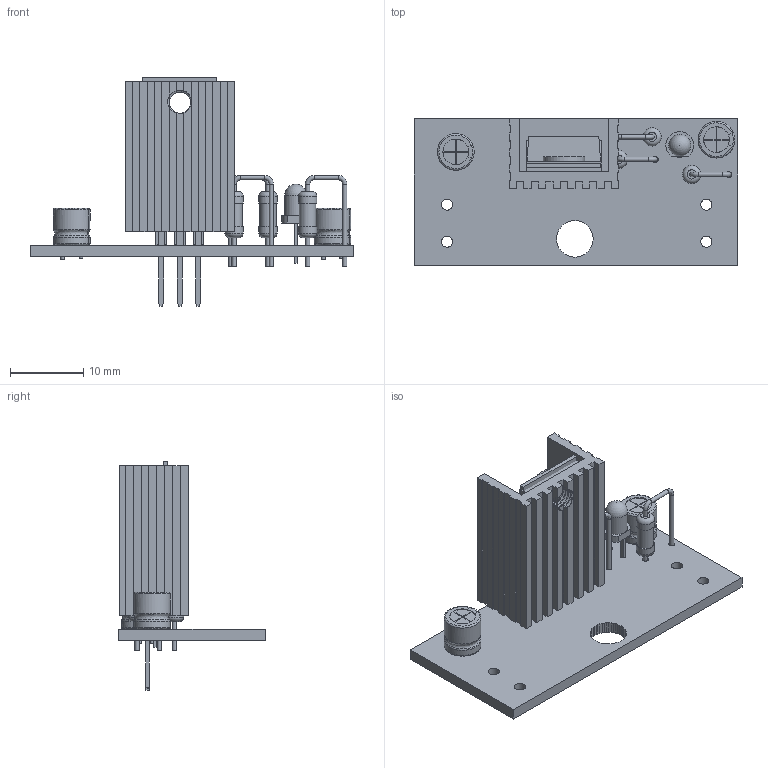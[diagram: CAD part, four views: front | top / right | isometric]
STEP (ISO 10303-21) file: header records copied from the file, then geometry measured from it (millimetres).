
FILE_DESCRIPTION(('KiCad electronic assembly'),'2;1');
FILE_NAME('BUCK.step','2023-09-13T21:34:04',('Pcbnew'),('Kicad'), 'Open CASCADE STEP processor 7.6','KiCad to STEP converter','Unknown' );
FILE_SCHEMA(('AUTOMOTIVE_DESIGN { 1 0 10303 214 1 1 1 1 }'));
Length unit declared in the file: millimetre
Products named in the file (12): BUCK 1; R_Axial_DIN0207_L6.3mm_D2.5mm_P5.08mm_Vertical; SOLID; LM338T; COMPOUND; Transistor com Dissipador TO-220; CP_Radial_D5.0mm_P2.50mm; LED_D3.0mm; BUCK PCB
Assembly tree (14 placements, depth 3):
  BUCK 1
    R_Axial_DIN0207_L6.3mm_D2.5mm_P5.08mm_Vertical  x3
      SOLID
    LM338T
      COMPOUND
    Transistor com Dissipador TO-220
      COMPOUND
    CP_Radial_D5.0mm_P2.50mm  x2
      SOLID
    LED_D3.0mm
      SOLID
    BUCK PCB
Bounding box: 44.16 x 20 x 31.24 mm (x, y, z)
Volume: 3530 mm3; surface area: 5800.4 mm2
Topology: 15 solids, 17 shells, 489 faces, 1265 edges, 826 vertices
Faces by surface type: plane 337, cylinder 94, bspline 31, torus 16, revolution 10, sphere 1
Full cylindrical faces by diameter (mm): 0.5 x4, 0.6 x12, 0.8 x12, 1.1 x3, 1.52 x4, 2.25 x3, 2.5 x6, 3 x1
Entity records: 36782 total; most frequent: CARTESIAN_POINT 14357, DIRECTION 3831, LINE 2717, VECTOR 2717, ORIENTED_EDGE 2194, PCURVE 2194, DEFINITIONAL_REPRESENTATION 2194, EDGE_CURVE 1097
